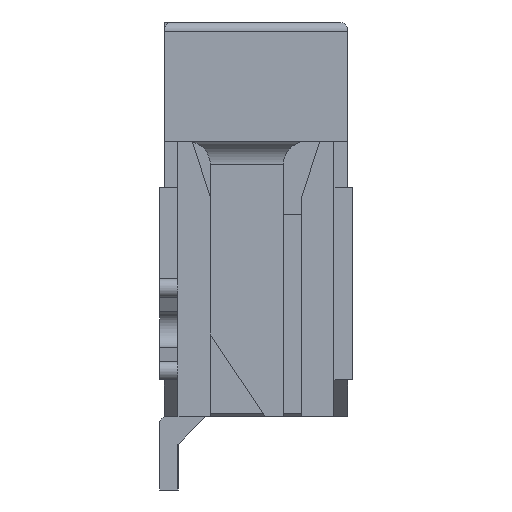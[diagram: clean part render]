
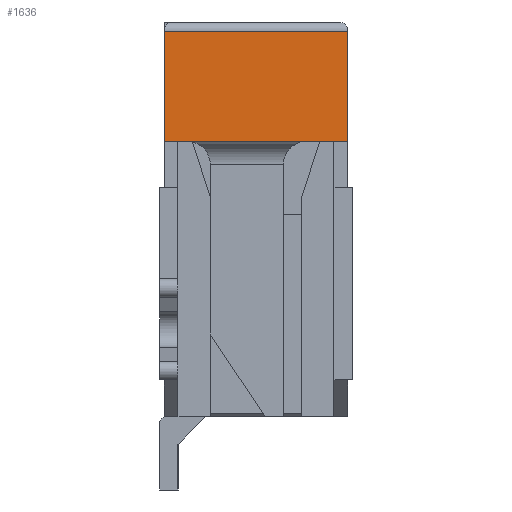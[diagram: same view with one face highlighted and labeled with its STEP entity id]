
A CAD part, left-side view. The second image highlights one B-rep face of the part: STEP entity #1636.
In plain terms, the highlighted planar face has unit normal (-1, 0, 0).
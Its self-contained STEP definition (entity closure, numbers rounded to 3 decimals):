
#1636 = ADVANCED_FACE( '', ( #3594 ), #3595, .T. );
#3594 = FACE_OUTER_BOUND( '', #6013, .T. );
#3595 = PLANE( '', #6014 );
#6013 = EDGE_LOOP( '', ( #9812, #9813, #9814, #9815 ) );
#6014 = AXIS2_PLACEMENT_3D( '', #9816, #9817, #9818 );
#9812 = ORIENTED_EDGE( '', *, *, #17520, .F. );
#9813 = ORIENTED_EDGE( '', *, *, #17521, .T. );
#9814 = ORIENTED_EDGE( '', *, *, #17522, .T. );
#9815 = ORIENTED_EDGE( '', *, *, #17523, .F. );
#9816 = CARTESIAN_POINT( '', ( -11.95, -1., 0.65 ) );
#9817 = DIRECTION( '', ( -1., 0., 0. ) );
#9818 = DIRECTION( '', ( 0., 0., 1. ) );
#17520 = EDGE_CURVE( '', #21862, #21863, #21864, .T. );
#17521 = EDGE_CURVE( '', #21862, #21865, #21866, .T. );
#17522 = EDGE_CURVE( '', #21865, #21867, #21868, .T. );
#17523 = EDGE_CURVE( '', #21863, #21867, #21869, .T. );
#21862 = VERTEX_POINT( '', #28002 );
#21863 = VERTEX_POINT( '', #28003 );
#21864 = LINE( '', #28004, #28005 );
#21865 = VERTEX_POINT( '', #28006 );
#21866 = LINE( '', #28007, #28008 );
#21867 = VERTEX_POINT( '', #28009 );
#21868 = LINE( '', #28010, #28011 );
#21869 = LINE( '', #28012, #28013 );
#28002 = CARTESIAN_POINT( '', ( -11.95, -1., 0.55 ) );
#28003 = CARTESIAN_POINT( '', ( -11.95, -1., -0.65 ) );
#28004 = CARTESIAN_POINT( '', ( -11.95, -1., 0.65 ) );
#28005 = VECTOR( '', #33631, 1000. );
#28006 = CARTESIAN_POINT( '', ( -11.95, 1., 0.55 ) );
#28007 = CARTESIAN_POINT( '', ( -11.95, 1., 0.55 ) );
#28008 = VECTOR( '', #33632, 1000. );
#28009 = CARTESIAN_POINT( '', ( -11.95, 1., -0.65 ) );
#28010 = CARTESIAN_POINT( '', ( -11.95, 1., 0.65 ) );
#28011 = VECTOR( '', #33633, 1000. );
#28012 = CARTESIAN_POINT( '', ( -11.95, -1., -0.65 ) );
#28013 = VECTOR( '', #33634, 1000. );
#33631 = DIRECTION( '', ( 0., 0., -1. ) );
#33632 = DIRECTION( '', ( 0., 1., 0. ) );
#33633 = DIRECTION( '', ( 0., 0., -1. ) );
#33634 = DIRECTION( '', ( 0., 1., 0. ) );
